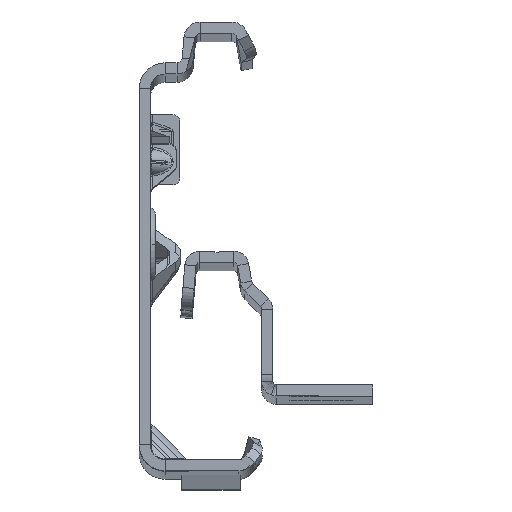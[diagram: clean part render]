
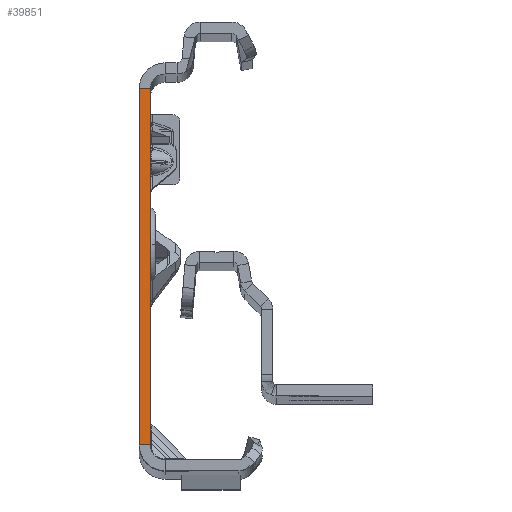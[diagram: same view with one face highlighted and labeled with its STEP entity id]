
A CAD part, top view. The second image highlights one B-rep face of the part: STEP entity #39851.
In plain terms, the highlighted planar face has unit normal (0, 0, 1).
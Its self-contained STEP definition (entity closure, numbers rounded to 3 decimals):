
#1055 = EDGE_CURVE ( 'NONE', #17888, #10668, #23657, .T. ) ;
#1805 = AXIS2_PLACEMENT_3D ( 'NONE', #30841, #8111, #5032 ) ;
#3573 = LINE ( 'NONE', #46664, #36419 ) ;
#4104 = EDGE_LOOP ( 'NONE', ( #31775, #55250, #6674, #45206 ) ) ;
#5032 = DIRECTION ( 'NONE',  ( 1., 0., 0. ) ) ;
#6674 = ORIENTED_EDGE ( 'NONE', *, *, #43854, .T. ) ;
#8111 = DIRECTION ( 'NONE',  ( 0., 0., 1. ) ) ;
#8357 = VERTEX_POINT ( 'NONE', #15222 ) ;
#10668 = VERTEX_POINT ( 'NONE', #20159 ) ;
#13622 = VECTOR ( 'NONE', #24223, 1000. ) ;
#15222 = CARTESIAN_POINT ( 'NONE',  ( 0., 22.135, 0. ) ) ;
#15921 = EDGE_CURVE ( 'NONE', #8357, #16617, #33173, .T. ) ;
#16617 = VERTEX_POINT ( 'NONE', #40687 ) ;
#17888 = VERTEX_POINT ( 'NONE', #32906 ) ;
#18445 = VECTOR ( 'NONE', #23505, 1000. ) ;
#20159 = CARTESIAN_POINT ( 'NONE',  ( -1.5, -25.865, 0. ) ) ;
#23505 = DIRECTION ( 'NONE',  ( 0., -1., 0. ) ) ;
#23657 = LINE ( 'NONE', #23917, #39546 ) ;
#23917 = CARTESIAN_POINT ( 'NONE',  ( 0., -25.865, 0. ) ) ;
#24050 = EDGE_CURVE ( 'NONE', #8357, #17888, #3573, .T. ) ;
#24223 = DIRECTION ( 'NONE',  ( -1., 0., 0. ) ) ;
#26895 = CARTESIAN_POINT ( 'NONE',  ( -1.5, -27.865, 0. ) ) ;
#29095 = DIRECTION ( 'NONE',  ( 0., -1., 0. ) ) ;
#29813 = CARTESIAN_POINT ( 'NONE',  ( 0., 22.135, 0. ) ) ;
#30841 = CARTESIAN_POINT ( 'NONE',  ( -1.5, -27.865, 0. ) ) ;
#31775 = ORIENTED_EDGE ( 'NONE', *, *, #24050, .F. ) ;
#32874 = DIRECTION ( 'NONE',  ( -1., 0., 0. ) ) ;
#32906 = CARTESIAN_POINT ( 'NONE',  ( 0., -25.865, 0. ) ) ;
#33173 = LINE ( 'NONE', #29813, #13622 ) ;
#34475 = PLANE ( 'NONE',  #1805 ) ;
#36419 = VECTOR ( 'NONE', #29095, 1000. ) ;
#39546 = VECTOR ( 'NONE', #32874, 1000. ) ;
#39851 = ADVANCED_FACE ( 'NONE', ( #42833 ), #34475, .T. ) ;
#40687 = CARTESIAN_POINT ( 'NONE',  ( -1.5, 22.135, 0. ) ) ;
#42833 = FACE_OUTER_BOUND ( 'NONE', #4104, .T. ) ;
#43854 = EDGE_CURVE ( 'NONE', #16617, #10668, #44734, .T. ) ;
#44734 = LINE ( 'NONE', #26895, #18445 ) ;
#45206 = ORIENTED_EDGE ( 'NONE', *, *, #1055, .F. ) ;
#46664 = CARTESIAN_POINT ( 'NONE',  ( 0., -27.865, 0. ) ) ;
#55250 = ORIENTED_EDGE ( 'NONE', *, *, #15921, .T. ) ;
